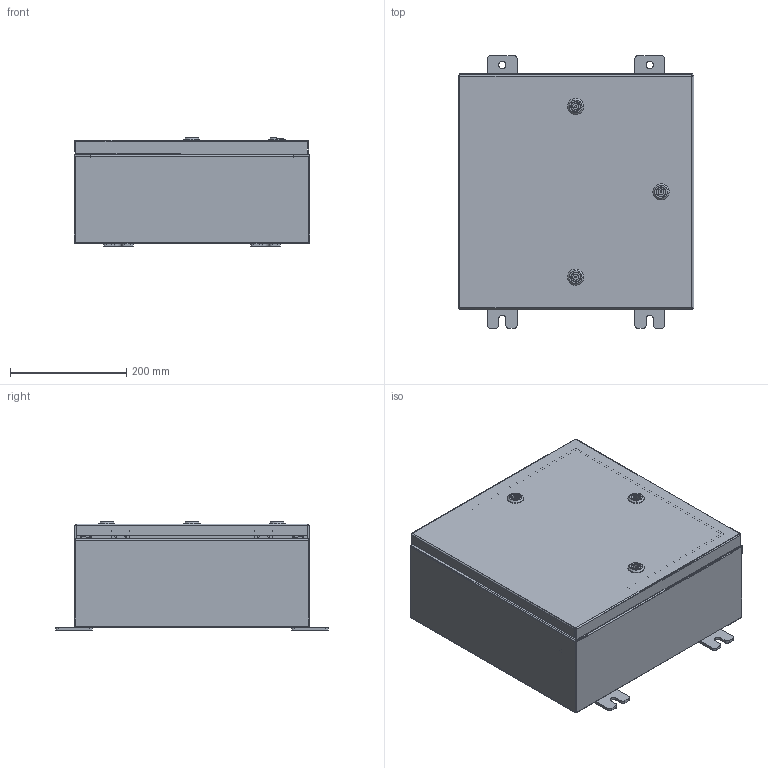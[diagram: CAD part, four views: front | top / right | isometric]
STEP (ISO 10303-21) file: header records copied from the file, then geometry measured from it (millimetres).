
FILE_DESCRIPTION (( 'STEP AP203' ), '1' );
FILE_NAME ('CHD161606WP.STEP', '2014-03-25T21:09:32', ( 'changeme' ), ( 'Microsoft' ), 'SwSTEP 2.0', 'SolidWorks 2013', '' );
FILE_SCHEMA (( 'CONFIG_CONTROL_DESIGN' ));
Length unit declared in the file: inch
Products named in the file (17): Washer-221320-IB-Industrilas_Washer-221320-IB-Industrilas; Quarter-20 CD Stud; Screw-221320-IB-Industrilas_Screw-221320-IB-Industrilas; CHDSS161606WP Cover; Insert-221320-IB-Industrilas_Insert-221320-IB-Industrilas; CHDSS161606WP Body; CHDSS161606WP Bottom; HW-CLH-E5-8004_Cam-232112-U-Industrilas; CHDSS161606WP Top; HW-CLH-R001-0500_2412-026240-2445-Industrilas; CHD161606WP; Concealed Hinge enclosure side; CHDSS161606WP Backpanel; Housing-211301-IB-Industrilas_Housing-211301-IB-Industrilas; CHDSS161606WP Mounting Studs; Nut-211301-IB-Industrilas_Nut-211301-IB-Industrilas; CHDSS161606WP Mounting Feet
Assembly tree (26 placements, depth 3):
  CHD161606WP
    CHDSS161606WP Backpanel
    CHDSS161606WP Mounting Studs  x4
    CHDSS161606WP Mounting Feet  x4
    Quarter-20 CD Stud  x2
    CHDSS161606WP Cover
    CHDSS161606WP Body
    CHDSS161606WP Bottom
    CHDSS161606WP Top
    Concealed Hinge enclosure side  x2
    HW-CLH-R001-0500_2412-026240-2445-Industrilas  x3
      Housing-211301-IB-Industrilas_Housing-211301-IB-Industrilas
      Nut-211301-IB-Industrilas_Nut-211301-IB-Industrilas
      Washer-221320-IB-Industrilas_Washer-221320-IB-Industrilas
      Screw-221320-IB-Industrilas_Screw-221320-IB-Industrilas
      Insert-221320-IB-Industrilas_Insert-221320-IB-Industrilas
      HW-CLH-E5-8004_Cam-232112-U-Industrilas
Bounding box: 406.4 x 469.9 x 186.56 mm (x, y, z)
Volume: 1678801.6 mm3; surface area: 1660570.4 mm2
Topology: 35 solids, 35 shells, 2922 faces, 7315 edges, 4477 vertices
Faces by surface type: cylinder 914, plane 910, bspline 635, cone 366, torus 76, sphere 21
Entity records: 61397 total; most frequent: CARTESIAN_POINT 34703, ORIENTED_EDGE 5614, DIRECTION 4545, EDGE_CURVE 2807, VERTEX_POINT 1707, AXIS2_PLACEMENT_3D 1697, EDGE_LOOP 1174, VECTOR 1151
